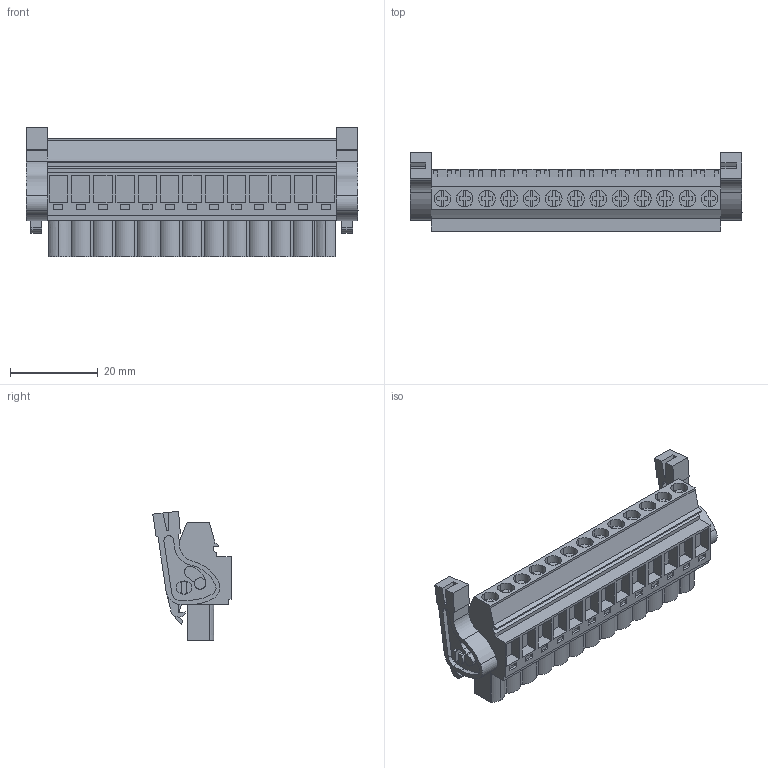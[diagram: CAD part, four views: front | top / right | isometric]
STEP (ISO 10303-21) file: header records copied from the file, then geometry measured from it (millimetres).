
FILE_DESCRIPTION(('CATIA V5 STEP','CAx-IF Rec.Pracs.--- Model Styling and Organization---1.2---2011-12-15'),'2;1');
FILE_NAME ('D1460102_0_1947640000_1947640000.stp','2017-09-09T10:46:16+00:00',('none'),('Weidmueller'),'CATIA Version 5-6 Release 2014','CATIA V5 STEP AP214','none');
FILE_SCHEMA(('AUTOMOTIVE_DESIGN { 1 0 10303 214 1 1 1 1 }'));
Length unit declared in the file: millimetre
Products named in the file (1): 1947640000
Bounding box: 75.74 x 17.88 x 29.56 mm (x, y, z)
Volume: 16175.3 mm3; surface area: 10667.8 mm2
Topology: 16 solids, 16 shells, 998 faces, 2785 edges, 1882 vertices
Faces by surface type: plane 807, cylinder 187, extrusion 4
Entity records: 30201 total; most frequent: CARTESIAN_POINT 5814, ORIENTED_EDGE 5570, DIRECTION 4067, EDGE_CURVE 2785, VECTOR 2335, LINE 2331, VERTEX_POINT 1882, EDGE_LOOP 1071
